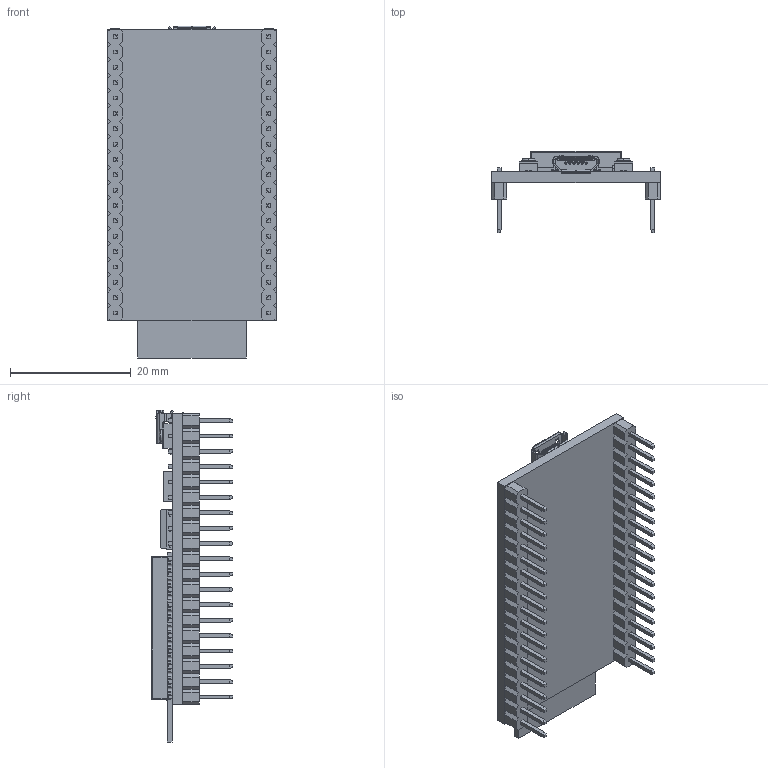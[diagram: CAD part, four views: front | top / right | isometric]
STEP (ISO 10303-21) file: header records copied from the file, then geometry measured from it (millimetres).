
FILE_DESCRIPTION (( 'STEP AP214' ), '1' );
FILE_NAME ('ESP32-DEVKITC-32U.STEP', '2023-04-24T15:12:09', ( '' ), ( '' ), 'SwSTEP 2.0', 'SolidWorks 2017', '' );
FILE_SCHEMA (( 'AUTOMOTIVE_DESIGN' ));
Length unit declared in the file: millimetre
Products named in the file (1): ESP32-DEVKITC-32U
Bounding box: 27.9 x 13.45 x 54.92 mm (x, y, z)
Volume: 3697.7 mm3; surface area: 9274.8 mm2
Topology: 166 solids, 166 shells, 2700 faces, 6693 edges, 4358 vertices
Faces by surface type: plane 2121, cylinder 534, bspline 24, cone 20, sphere 1
Entity records: 81489 total; most frequent: CARTESIAN_POINT 14711, ORIENTED_EDGE 13378, DIRECTION 12956, EDGE_CURVE 6689, LINE 5580, VECTOR 5580, VERTEX_POINT 4356, AXIS2_PLACEMENT_3D 3688
